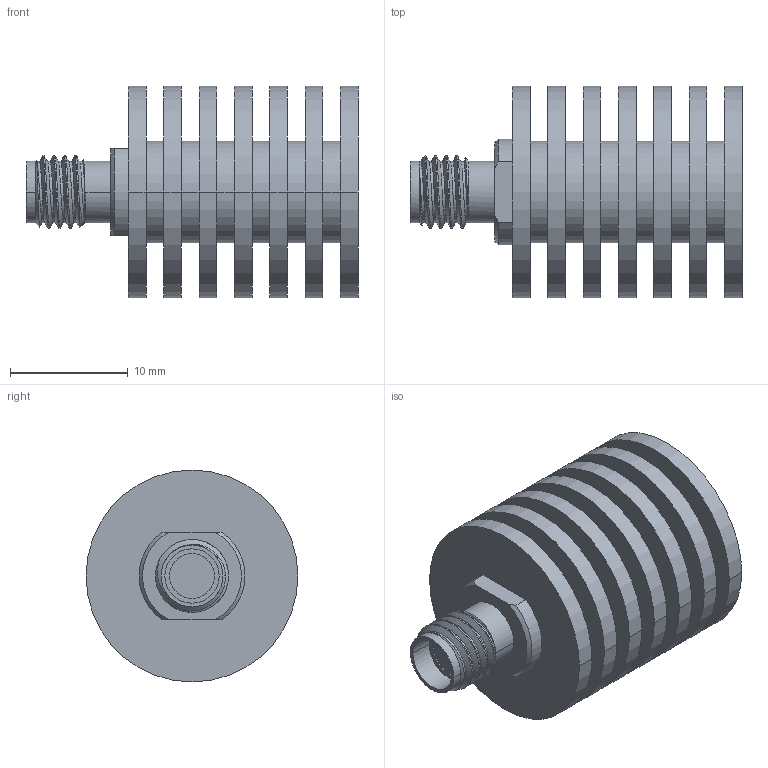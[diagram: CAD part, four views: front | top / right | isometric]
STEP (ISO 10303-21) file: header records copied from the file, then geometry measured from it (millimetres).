
FILE_DESCRIPTION (( 'STEP AP214' ), '1' );
FILE_NAME ('LCTR1177_3D.step', '2024-02-07T23:35:38', ( '' ), ( '' ), 'SwSTEP 2.0', 'SolidWorks 2022', '' );
FILE_SCHEMA (( 'AUTOMOTIVE_DESIGN' ));
Length unit declared in the file: inch
Products named in the file (3): HPTS-AF0-18G5W50^LCTR1177; LCTR1177_3D; HPT-5W-9AND11^LCTR1177
Assembly tree (2 placements, depth 2):
  LCTR1177_3D
    HPTS-AF0-18G5W50^LCTR1177
    HPT-5W-9AND11^LCTR1177
Bounding box: 28.2 x 18 x 18 mm (x, y, z)
Volume: 3102.8 mm3; surface area: 4517.3 mm2
Topology: 2 solids, 2 shells, 104 faces, 227 edges, 146 vertices
Faces by surface type: cylinder 56, plane 25, cone 18, bspline 5
Entity records: 4554 total; most frequent: CARTESIAN_POINT 2145, DIRECTION 513, ORIENTED_EDGE 454, EDGE_CURVE 227, AXIS2_PLACEMENT_3D 219, VERTEX_POINT 146, EDGE_LOOP 123, CIRCLE 115
